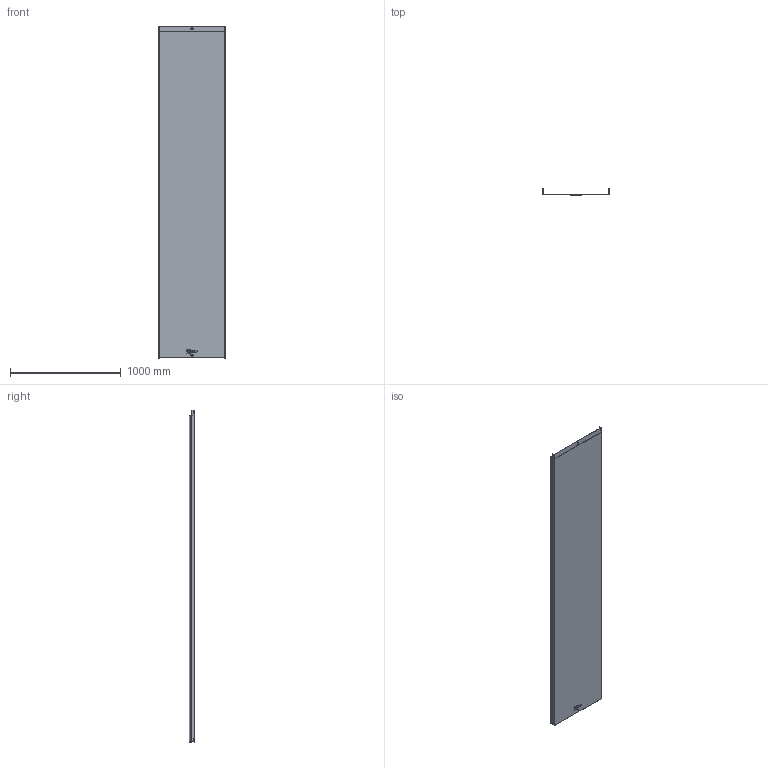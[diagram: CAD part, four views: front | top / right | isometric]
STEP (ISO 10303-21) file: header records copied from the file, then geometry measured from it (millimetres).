
FILE_DESCRIPTION (( 'STEP AP203' ), '1' );
FILE_NAME ('Cable tray 50õ600õ3000.STEP', '2019-04-24T06:34:15', ( '' ), ( '' ), 'SwSTEP 2.0', 'SolidWorks 2017', '' );
FILE_SCHEMA (( 'CONFIG_CONTROL_DESIGN' ));
Length unit declared in the file: millimetre
Products named in the file (1): Cable tray 50õ600õ3000
Bounding box: 602.89 x 51.5 x 3000 mm (x, y, z)
Volume: 2175262.5 mm3; surface area: 4358102.1 mm2
Topology: 1 solids, 1 shells, 424 faces, 1035 edges, 629 vertices
Faces by surface type: cylinder 156, plane 133, bspline 73, torus 56, sphere 6
Entity records: 20358 total; most frequent: CARTESIAN_POINT 10930, ORIENTED_EDGE 2062, DIRECTION 1805, EDGE_CURVE 1031, AXIS2_PLACEMENT_3D 661, VERTEX_POINT 629, LINE 483, VECTOR 483
